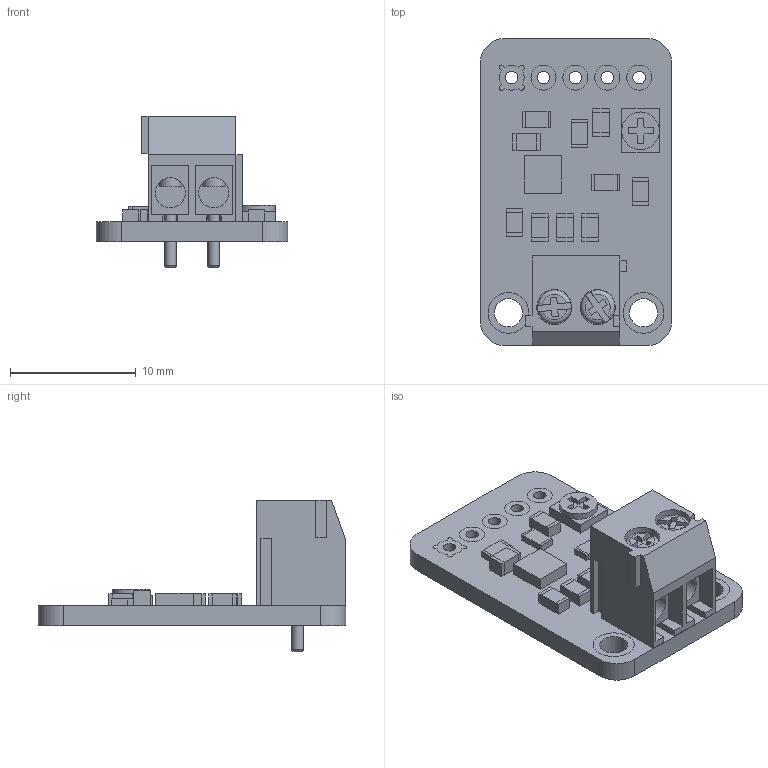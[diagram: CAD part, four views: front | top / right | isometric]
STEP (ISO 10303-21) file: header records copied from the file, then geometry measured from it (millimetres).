
FILE_DESCRIPTION(/* description */ (''),/* implementation_level */ '2;1');
FILE_NAME(/* name */ 'adafruit_2130 v1.step',/* time_stamp */ '2023-04-10T22:58:08-04:00',/* author */ (''),/* organization */ (''),/* preprocessor_version */ 'ST-DEVELOPER v19.2',/* originating_system */ 'Autodesk Translation Framework v12.4.0.73',/* authorisation */ '');
FILE_SCHEMA (('AUTOMOTIVE_DESIGN { 1 0 10303 214 3 1 1 }'));
Length unit declared in the file: millimetre
Products named in the file (1): adafruit_2130
Bounding box: 15.26 x 24.5 x 12.06 mm (x, y, z)
Volume: 951.5 mm3; surface area: 2121.8 mm2
Topology: 48 solids, 48 shells, 418 faces, 945 edges, 630 vertices
Faces by surface type: plane 350, cylinder 62, torus 6
Full cylindrical faces by diameter (mm): 0.93 x2, 1 x7, 1.8 x2, 2 x16, 2.25 x2, 2.4 x2, 2.7 x2, 2.8 x2, 3 x1, 3.25 x4
Entity records: 11785 total; most frequent: CARTESIAN_POINT 2148, DIRECTION 1913, ORIENTED_EDGE 1890, EDGE_CURVE 945, LINE 795, VECTOR 795, VERTEX_POINT 630, AXIS2_PLACEMENT_3D 559
